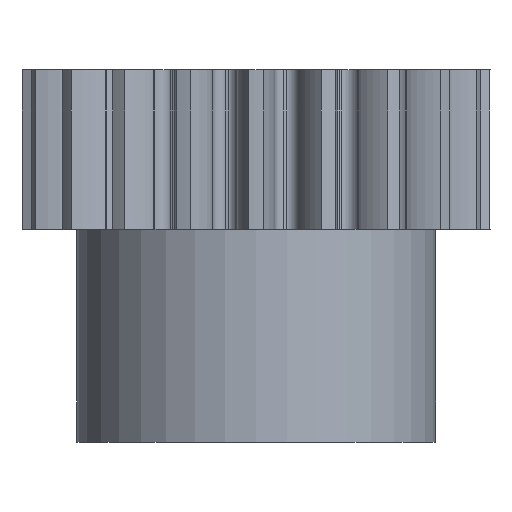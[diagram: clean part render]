
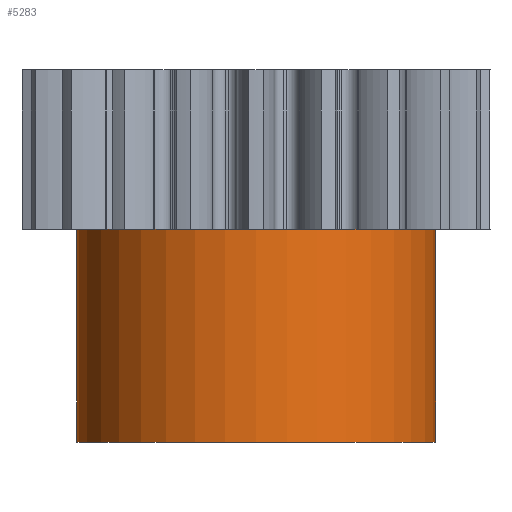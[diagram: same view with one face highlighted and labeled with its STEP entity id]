
A CAD part, front view. The second image highlights one B-rep face of the part: STEP entity #5283.
In plain terms, the highlighted cylindrical face has radius 6.75 mm (diameter 13.5 mm), a partial arc.
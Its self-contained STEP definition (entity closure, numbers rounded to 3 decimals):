
#179 = ORIENTED_EDGE ( 'NONE', *, *, #12307, .F. ) ;
#377 = ORIENTED_EDGE ( 'NONE', *, *, #9289, .F. ) ;
#598 = DIRECTION ( 'NONE',  ( -1., 0., 0. ) ) ;
#615 = CARTESIAN_POINT ( 'NONE',  ( 6.75, 0., -8. ) ) ;
#880 = DIRECTION ( 'NONE',  ( 0., 0., 1. ) ) ;
#1494 = CYLINDRICAL_SURFACE ( 'NONE', #13652, 6.75 ) ;
#2262 = AXIS2_PLACEMENT_3D ( 'NONE', #14935, #2705, #8029 ) ;
#2705 = DIRECTION ( 'NONE',  ( 0., 0., -1. ) ) ;
#2745 = CARTESIAN_POINT ( 'NONE',  ( 6.75, 0., -8. ) ) ;
#2983 = EDGE_CURVE ( 'NONE', #15242, #8199, #12505, .T. ) ;
#3165 = VERTEX_POINT ( 'NONE', #13992 ) ;
#3402 = CIRCLE ( 'NONE', #2262, 6.75 ) ;
#4109 = VECTOR ( 'NONE', #880, 1000. ) ;
#5117 = CIRCLE ( 'NONE', #10634, 6.75 ) ;
#5283 = ADVANCED_FACE ( 'NONE', ( #9641 ), #1494, .T. ) ;
#5557 = VERTEX_POINT ( 'NONE', #5666 ) ;
#5666 = CARTESIAN_POINT ( 'NONE',  ( -6.75, 0., 0. ) ) ;
#5675 = DIRECTION ( 'NONE',  ( 0., 0., 1. ) ) ;
#6756 = CARTESIAN_POINT ( 'NONE',  ( 0., 0., -8. ) ) ;
#8029 = DIRECTION ( 'NONE',  ( -1., 0., 0. ) ) ;
#8199 = VERTEX_POINT ( 'NONE', #16179 ) ;
#9289 = EDGE_CURVE ( 'NONE', #15242, #3165, #3402, .T. ) ;
#9521 = DIRECTION ( 'NONE',  ( 0., 0., 1. ) ) ;
#9641 = FACE_OUTER_BOUND ( 'NONE', #11584, .T. ) ;
#10201 = CARTESIAN_POINT ( 'NONE',  ( 0., 0., 0. ) ) ;
#10322 = DIRECTION ( 'NONE',  ( 0., 0., -1. ) ) ;
#10634 = AXIS2_PLACEMENT_3D ( 'NONE', #10201, #10322, #598 ) ;
#11584 = EDGE_LOOP ( 'NONE', ( #179, #377, #15059, #15950 ) ) ;
#11669 = LINE ( 'NONE', #17427, #4109 ) ;
#12307 = EDGE_CURVE ( 'NONE', #3165, #5557, #11669, .T. ) ;
#12505 = LINE ( 'NONE', #2745, #16127 ) ;
#13034 = DIRECTION ( 'NONE',  ( 1., 0., 0. ) ) ;
#13652 = AXIS2_PLACEMENT_3D ( 'NONE', #6756, #9521, #13034 ) ;
#13992 = CARTESIAN_POINT ( 'NONE',  ( -6.75, 0., -8. ) ) ;
#14935 = CARTESIAN_POINT ( 'NONE',  ( 0., 0., -8. ) ) ;
#15059 = ORIENTED_EDGE ( 'NONE', *, *, #2983, .T. ) ;
#15242 = VERTEX_POINT ( 'NONE', #615 ) ;
#15950 = ORIENTED_EDGE ( 'NONE', *, *, #16631, .T. ) ;
#16127 = VECTOR ( 'NONE', #5675, 1000. ) ;
#16179 = CARTESIAN_POINT ( 'NONE',  ( 6.75, 0., 0. ) ) ;
#16631 = EDGE_CURVE ( 'NONE', #8199, #5557, #5117, .T. ) ;
#17427 = CARTESIAN_POINT ( 'NONE',  ( -6.75, 0., -8. ) ) ;
